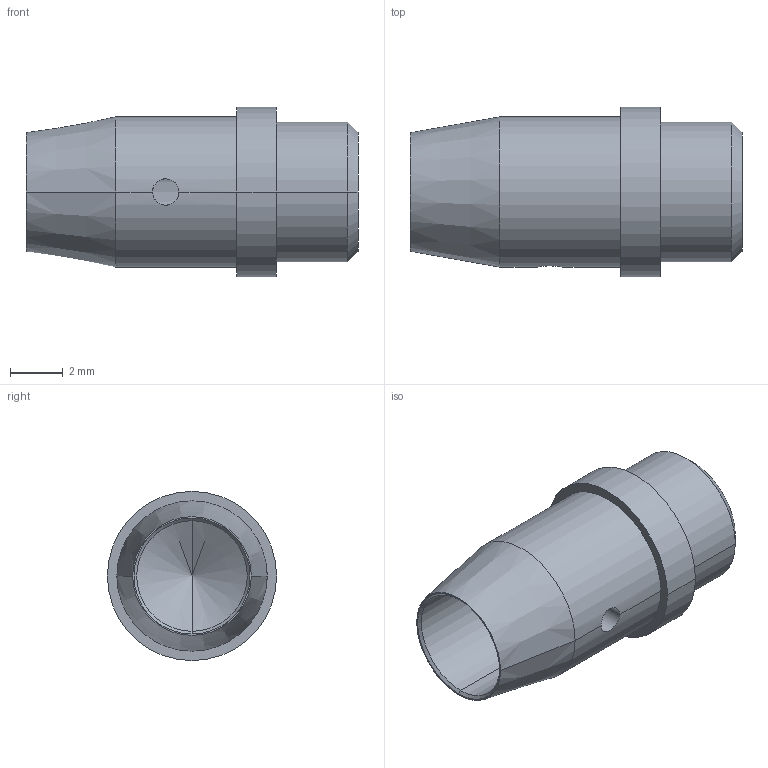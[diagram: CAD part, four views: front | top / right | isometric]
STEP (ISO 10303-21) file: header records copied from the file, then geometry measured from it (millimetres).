
FILE_DESCRIPTION((''),'2;1');
FILE_NAME('00110462004CTM','2020-03-10T',('presta_be4'),(''),'CREO PARAMETRIC BY PTC INC, 2018360','CREO PARAMETRIC BY PTC INC, 2018360','');
FILE_SCHEMA(('CONFIG_CONTROL_DESIGN'));
Length unit declared in the file: millimetre
Products named in the file (1): 00110462004CTM
Bounding box: 12.6 x 6.42 x 6.42 mm (x, y, z)
Volume: 175.9 mm3; surface area: 387.8 mm2
Topology: 1 solids, 1 shells, 22 faces, 47 edges, 27 vertices
Faces by surface type: cylinder 10, cone 8, plane 4
Entity records: 669 total; most frequent: CARTESIAN_POINT 150, DIRECTION 107, ORIENTED_EDGE 90, EDGE_CURVE 45, AXIS2_PLACEMENT_3D 44, VERTEX_POINT 27, EDGE_LOOP 26, FACE_OUTER_BOUND 22
